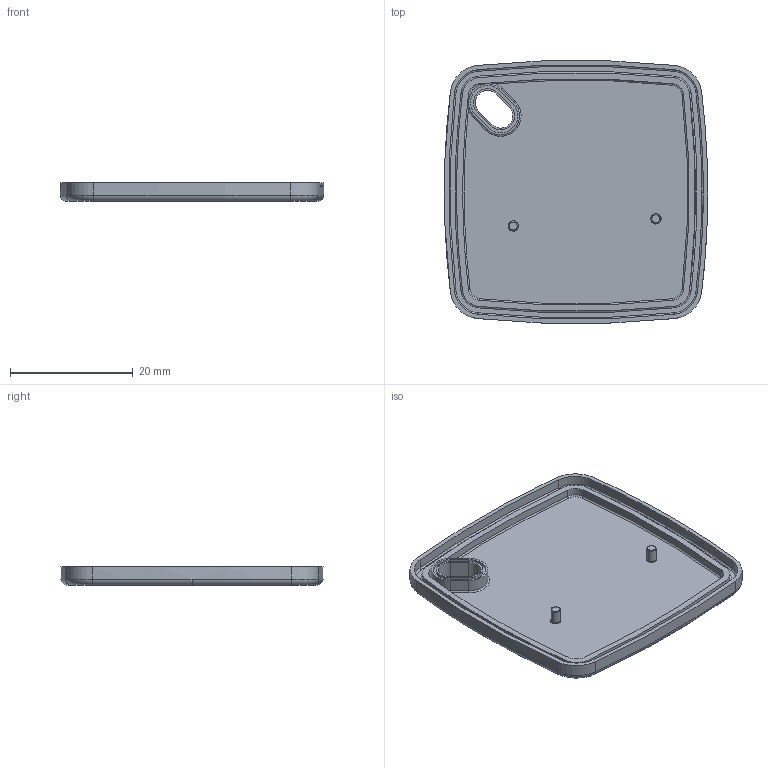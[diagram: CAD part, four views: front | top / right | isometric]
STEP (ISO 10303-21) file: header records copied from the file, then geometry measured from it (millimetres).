
FILE_DESCRIPTION (( 'STEP AP214' ), '1' );
FILE_NAME ('ANH-01 ALT.STEP', '2017-09-07T12:48:35', ( '' ), ( '' ), 'SwSTEP 2.0', 'SolidWorks 2016', '' );
FILE_SCHEMA (( 'AUTOMOTIVE_DESIGN' ));
Length unit declared in the file: millimetre
Products named in the file (1): ANH-01 ALT
Bounding box: 43 x 42.81 x 3 mm (x, y, z)
Volume: 1798.5 mm3; surface area: 4597.7 mm2
Topology: 1 solids, 1 shells, 131 faces, 319 edges, 197 vertices
Faces by surface type: cylinder 60, torus 47, plane 24
Entity records: 4316 total; most frequent: CARTESIAN_POINT 1036, DIRECTION 780, ORIENTED_EDGE 638, AXIS2_PLACEMENT_3D 345, EDGE_CURVE 319, CIRCLE 213, VERTEX_POINT 197, EDGE_LOOP 146
